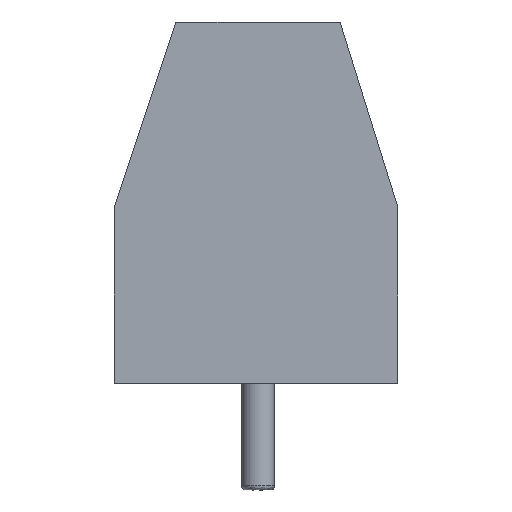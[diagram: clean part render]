
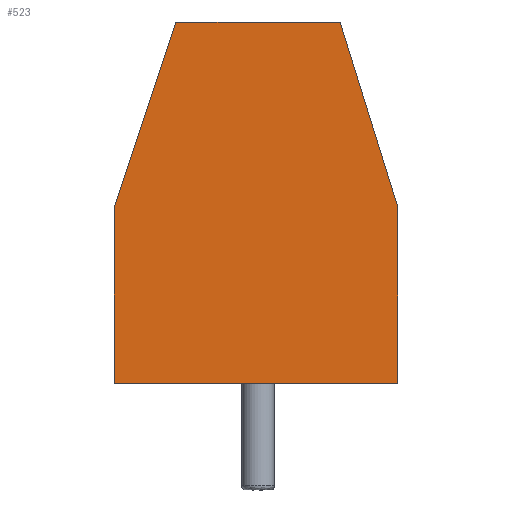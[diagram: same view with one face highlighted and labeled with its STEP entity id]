
A CAD part, front view. The second image highlights one B-rep face of the part: STEP entity #523.
In plain terms, the highlighted face is planar.
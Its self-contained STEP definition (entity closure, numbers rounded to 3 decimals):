
#176 = EDGE_CURVE ( 'NONE', #521, #3741, #4106, .T. ) ;
#244 = VECTOR ( 'NONE', #3502, 1000. ) ;
#258 = DIRECTION ( 'NONE',  ( 0., -0.949, -0.316 ) ) ;
#295 = VECTOR ( 'NONE', #4437, 1000. ) ;
#501 = CARTESIAN_POINT ( 'NONE',  ( -1.75, 8.8, -2. ) ) ;
#521 = VERTEX_POINT ( 'NONE', #4945 ) ;
#523 = ADVANCED_FACE ( 'NONE', ( #2470 ), #4894, .F. ) ;
#625 = CARTESIAN_POINT ( 'NONE',  ( -1.75, 0., -3.5 ) ) ;
#906 = LINE ( 'NONE', #501, #295 ) ;
#938 = EDGE_CURVE ( 'NONE', #521, #1019, #2403, .T. ) ;
#1019 = VERTEX_POINT ( 'NONE', #4850 ) ;
#1231 = CARTESIAN_POINT ( 'NONE',  ( -1.75, 0., 3.4 ) ) ;
#1241 = ORIENTED_EDGE ( 'NONE', *, *, #938, .F. ) ;
#1330 = VECTOR ( 'NONE', #258, 1000. ) ;
#1332 = AXIS2_PLACEMENT_3D ( 'NONE', #2517, #1746, #3304 ) ;
#1359 = DIRECTION ( 'NONE',  ( 0., 0.955, -0.297 ) ) ;
#1621 = LINE ( 'NONE', #3207, #3480 ) ;
#1686 = VECTOR ( 'NONE', #1359, 1000. ) ;
#1722 = VECTOR ( 'NONE', #3218, 1000. ) ;
#1746 = DIRECTION ( 'NONE',  ( 1., 0., 0. ) ) ;
#1985 = ORIENTED_EDGE ( 'NONE', *, *, #2428, .T. ) ;
#2261 = LINE ( 'NONE', #3778, #1330 ) ;
#2356 = CARTESIAN_POINT ( 'NONE',  ( -1.75, 0., 0. ) ) ;
#2403 = LINE ( 'NONE', #1231, #244 ) ;
#2408 = ORIENTED_EDGE ( 'NONE', *, *, #5035, .T. ) ;
#2428 = EDGE_CURVE ( 'NONE', #4246, #1019, #5040, .T. ) ;
#2462 = CARTESIAN_POINT ( 'NONE',  ( -1.75, 4.3, -3.5 ) ) ;
#2470 = FACE_OUTER_BOUND ( 'NONE', #4655, .T. ) ;
#2497 = CARTESIAN_POINT ( 'NONE',  ( -1.75, 8.8, 2. ) ) ;
#2517 = CARTESIAN_POINT ( 'NONE',  ( -1.75, 0., 0. ) ) ;
#2617 = ORIENTED_EDGE ( 'NONE', *, *, #3796, .T. ) ;
#2807 = VERTEX_POINT ( 'NONE', #2462 ) ;
#3053 = CARTESIAN_POINT ( 'NONE',  ( -1.75, 8.8, -2. ) ) ;
#3207 = CARTESIAN_POINT ( 'NONE',  ( -1.75, 0., -3.5 ) ) ;
#3218 = DIRECTION ( 'NONE',  ( 0., 0., 1. ) ) ;
#3304 = DIRECTION ( 'NONE',  ( 0., 0., -1. ) ) ;
#3437 = CARTESIAN_POINT ( 'NONE',  ( -1.75, 8.8, 2. ) ) ;
#3480 = VECTOR ( 'NONE', #4024, 1000. ) ;
#3488 = EDGE_CURVE ( 'NONE', #2807, #4246, #1621, .T. ) ;
#3502 = DIRECTION ( 'NONE',  ( 0., -1., 0. ) ) ;
#3741 = VERTEX_POINT ( 'NONE', #3437 ) ;
#3762 = VERTEX_POINT ( 'NONE', #3053 ) ;
#3778 = CARTESIAN_POINT ( 'NONE',  ( -1.75, 4.3, -3.5 ) ) ;
#3796 = EDGE_CURVE ( 'NONE', #3741, #3762, #906, .T. ) ;
#4024 = DIRECTION ( 'NONE',  ( 0., -1., 0. ) ) ;
#4106 = LINE ( 'NONE', #2497, #1686 ) ;
#4205 = ORIENTED_EDGE ( 'NONE', *, *, #176, .T. ) ;
#4246 = VERTEX_POINT ( 'NONE', #625 ) ;
#4437 = DIRECTION ( 'NONE',  ( 0., 0., -1. ) ) ;
#4529 = ORIENTED_EDGE ( 'NONE', *, *, #3488, .T. ) ;
#4655 = EDGE_LOOP ( 'NONE', ( #2408, #4529, #1985, #1241, #4205, #2617 ) ) ;
#4850 = CARTESIAN_POINT ( 'NONE',  ( -1.75, 0., 3.4 ) ) ;
#4894 = PLANE ( 'NONE',  #1332 ) ;
#4945 = CARTESIAN_POINT ( 'NONE',  ( -1.75, 4.3, 3.4 ) ) ;
#5035 = EDGE_CURVE ( 'NONE', #3762, #2807, #2261, .T. ) ;
#5040 = LINE ( 'NONE', #2356, #1722 ) ;
